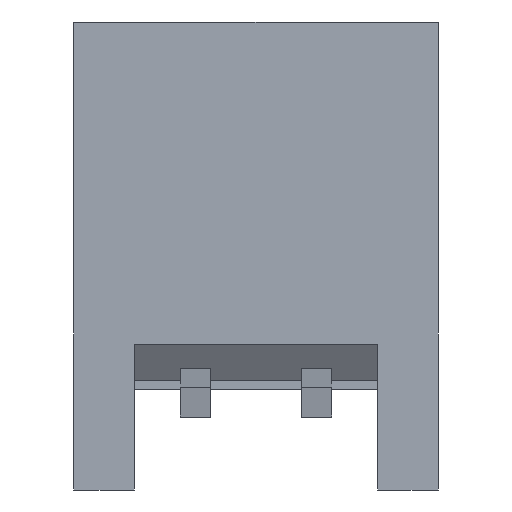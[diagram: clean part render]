
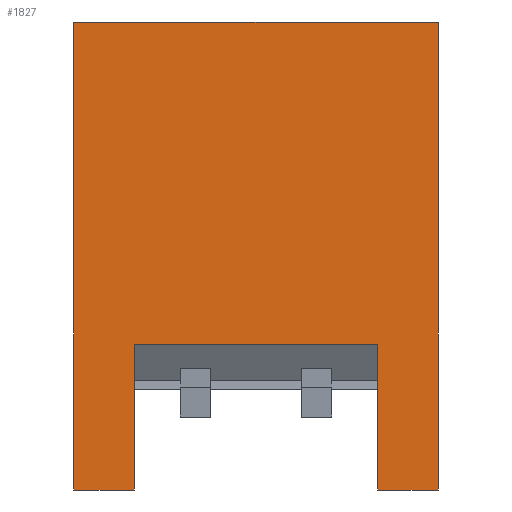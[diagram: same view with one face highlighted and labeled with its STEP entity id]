
A CAD part, front view. The second image highlights one B-rep face of the part: STEP entity #1827.
In plain terms, the highlighted planar face has unit normal (0, -1, 0).
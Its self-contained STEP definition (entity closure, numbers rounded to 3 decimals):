
#14=DIRECTION('',(1.,0.,0.));
#15=VECTOR('',#14,6.);
#16=CARTESIAN_POINT('',(-3.,-2.475,0.));
#17=LINE('',#16,#15);
#434=DIRECTION('',(0.,0.,-1.));
#435=VECTOR('',#434,7.7);
#436=CARTESIAN_POINT('',(3.,-2.475,0.));
#437=LINE('',#436,#435);
#438=DIRECTION('',(-1.,0.,0.));
#439=VECTOR('',#438,1.);
#440=CARTESIAN_POINT('',(3.,-2.475,-7.7));
#441=LINE('',#440,#439);
#442=DIRECTION('',(1.,0.,0.));
#443=VECTOR('',#442,4.);
#444=CARTESIAN_POINT('',(-2.,-2.475,-5.3));
#445=LINE('',#444,#443);
#446=DIRECTION('',(1.,0.,0.));
#447=VECTOR('',#446,1.);
#448=CARTESIAN_POINT('',(-3.,-2.475,-7.7));
#449=LINE('',#448,#447);
#450=DIRECTION('',(0.,0.,1.));
#451=VECTOR('',#450,7.7);
#452=CARTESIAN_POINT('',(-3.,-2.475,-7.7));
#453=LINE('',#452,#451);
#494=DIRECTION('',(0.,0.,1.));
#495=VECTOR('',#494,2.4);
#496=CARTESIAN_POINT('',(2.,-2.475,-7.7));
#497=LINE('',#496,#495);
#562=DIRECTION('',(0.,0.,1.));
#563=VECTOR('',#562,2.4);
#564=CARTESIAN_POINT('',(-2.,-2.475,-7.7));
#565=LINE('',#564,#563);
#934=CARTESIAN_POINT('',(-3.,-2.475,0.));
#935=CARTESIAN_POINT('',(3.,-2.475,0.));
#936=VERTEX_POINT('',#934);
#937=VERTEX_POINT('',#935);
#966=CARTESIAN_POINT('',(-3.,-2.475,-7.7));
#967=VERTEX_POINT('',#966);
#972=CARTESIAN_POINT('',(-2.,-2.475,-7.7));
#973=VERTEX_POINT('',#972);
#976=CARTESIAN_POINT('',(-2.,-2.475,-5.3));
#977=VERTEX_POINT('',#976);
#982=CARTESIAN_POINT('',(3.,-2.475,-7.7));
#983=VERTEX_POINT('',#982);
#988=CARTESIAN_POINT('',(2.,-2.475,-7.7));
#989=VERTEX_POINT('',#988);
#992=CARTESIAN_POINT('',(2.,-2.475,-5.3));
#993=VERTEX_POINT('',#992);
#1807=CARTESIAN_POINT('',(-3.,-2.475,0.));
#1808=DIRECTION('',(0.,-1.,0.));
#1809=DIRECTION('',(1.,0.,0.));
#1810=AXIS2_PLACEMENT_3D('',#1807,#1808,#1809);
#1811=PLANE('',#1810);
#1812=ORIENTED_EDGE('',*,*,#1573,.T.);
#1814=ORIENTED_EDGE('',*,*,#1813,.T.);
#1816=ORIENTED_EDGE('',*,*,#1815,.T.);
#1818=ORIENTED_EDGE('',*,*,#1817,.F.);
#1820=ORIENTED_EDGE('',*,*,#1819,.F.);
#1822=ORIENTED_EDGE('',*,*,#1821,.F.);
#1823=ORIENTED_EDGE('',*,*,#1789,.T.);
#1824=ORIENTED_EDGE('',*,*,#1255,.T.);
#1825=EDGE_LOOP('',(#1812,#1814,#1816,#1818,#1820,#1822,#1823,#1824));
#1826=FACE_OUTER_BOUND('',#1825,.F.);
#1255=EDGE_CURVE('',#936,#937,#17,.T.);
#1573=EDGE_CURVE('',#937,#983,#437,.T.);
#1789=EDGE_CURVE('',#967,#936,#453,.T.);
#1813=EDGE_CURVE('',#983,#989,#441,.T.);
#1815=EDGE_CURVE('',#989,#993,#497,.T.);
#1817=EDGE_CURVE('',#977,#993,#445,.T.);
#1819=EDGE_CURVE('',#973,#977,#565,.T.);
#1821=EDGE_CURVE('',#967,#973,#449,.T.);
#1827=ADVANCED_FACE('',(#1826),#1811,.T.);
